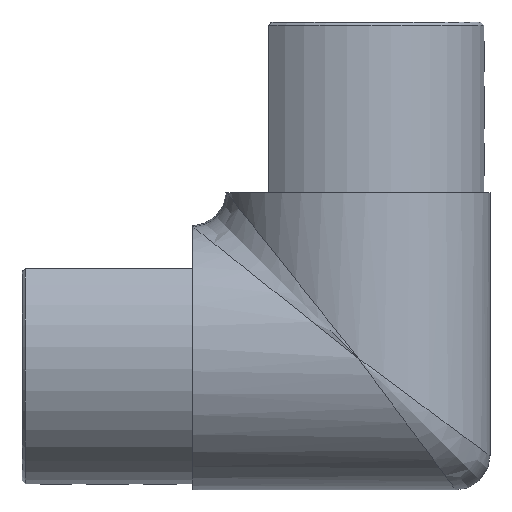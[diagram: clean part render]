
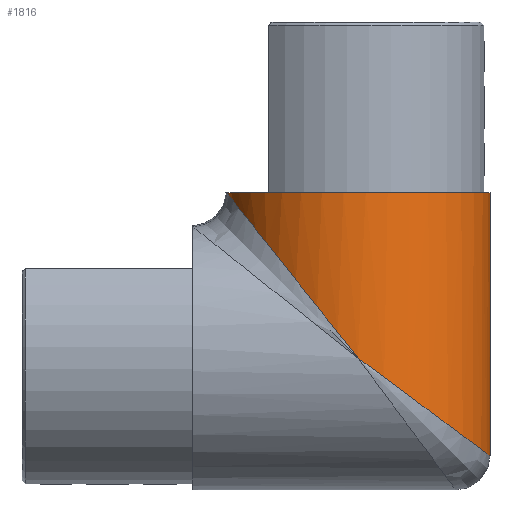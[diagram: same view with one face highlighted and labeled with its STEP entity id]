
A CAD part, front view. The second image highlights one B-rep face of the part: STEP entity #1816.
In plain terms, the highlighted cylindrical face has radius 23.2 mm (diameter 46.4 mm), a partial arc.
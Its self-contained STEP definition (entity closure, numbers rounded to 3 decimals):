
#43 = ORIENTED_EDGE ( 'NONE', *, *, #1074, .F. ) ;
#60 = CARTESIAN_POINT ( 'NONE',  ( 23.2, 0., -17.2 ) ) ;
#126 = EDGE_CURVE ( 'NONE', #1230, #1264, #966, .T. ) ;
#266 = VERTEX_POINT ( 'NONE', #1571 ) ;
#290 = CIRCLE ( 'NONE', #699, 23.2 ) ;
#436 = DIRECTION ( 'NONE',  ( 1., 0., 0. ) ) ;
#437 = EDGE_CURVE ( 'NONE', #1264, #920, #1182, .T. ) ;
#439 = CARTESIAN_POINT ( 'NONE',  ( -21.597, -14.986, 27.182 ) ) ;
#515 = CARTESIAN_POINT ( 'NONE',  ( 0., -23.2, 0. ) ) ;
#566 = CARTESIAN_POINT ( 'NONE',  ( -12.36, -23.2, 15.557 ) ) ;
#605 = CARTESIAN_POINT ( 'NONE',  ( 23.2, 0., -51.2 ) ) ;
#699 = AXIS2_PLACEMENT_3D ( 'NONE', #873, #1805, #436 ) ;
#722 = DIRECTION ( 'NONE',  ( 1., 0., 0. ) ) ;
#817 = CARTESIAN_POINT ( 'NONE',  ( 23.2, 0., -17.2 ) ) ;
#823 = EDGE_CURVE ( 'NONE', #266, #1230, #1251, .T. ) ;
#873 = CARTESIAN_POINT ( 'NONE',  ( 0., 0., 29. ) ) ;
#920 = VERTEX_POINT ( 'NONE', #1939 ) ;
#948 = AXIS2_PLACEMENT_3D ( 'NONE', #1623, #1496, #722 ) ;
#955 = CARTESIAN_POINT ( 'NONE',  ( -23.041, -2.711, 29. ) ) ;
#966 =( BOUNDED_CURVE ( )  B_SPLINE_CURVE ( 3, ( #515, #1118, #1290, #817 ),
 .UNSPECIFIED., .F., .F. ) 
 B_SPLINE_CURVE_WITH_KNOTS ( ( 4, 4 ),
 ( 1.571, 3.142 ),
 .UNSPECIFIED. ) 
 CURVE ( )  GEOMETRIC_REPRESENTATION_ITEM ( )  RATIONAL_B_SPLINE_CURVE ( ( 1., 0.805, 0.805, 1. ) ) 
 REPRESENTATION_ITEM ( '' )  );
#1074 = EDGE_CURVE ( 'NONE', #266, #920, #290, .T. ) ;
#1106 = CARTESIAN_POINT ( 'NONE',  ( 0., -23.2, 0. ) ) ;
#1118 = CARTESIAN_POINT ( 'NONE',  ( 13.59, -23.2, -10.076 ) ) ;
#1162 = ORIENTED_EDGE ( 'NONE', *, *, #437, .T. ) ;
#1182 = LINE ( 'NONE', #605, #1599 ) ;
#1230 = VERTEX_POINT ( 'NONE', #1106 ) ;
#1251 =( BOUNDED_CURVE ( )  B_SPLINE_CURVE ( 3, ( #955, #439, #566, #1919 ),
 .UNSPECIFIED., .F., .T. ) 
 B_SPLINE_CURVE_WITH_KNOTS ( ( 4, 4 ),
 ( 0.117, 1.571 ),
 .UNSPECIFIED. ) 
 CURVE ( )  GEOMETRIC_REPRESENTATION_ITEM ( )  RATIONAL_B_SPLINE_CURVE ( ( 1., 0.832, 0.832, 1. ) ) 
 REPRESENTATION_ITEM ( '' )  );
#1264 = VERTEX_POINT ( 'NONE', #60 ) ;
#1290 = CARTESIAN_POINT ( 'NONE',  ( 23.2, -13.59, -17.2 ) ) ;
#1321 = CYLINDRICAL_SURFACE ( 'NONE', #948, 23.2 ) ;
#1359 = EDGE_LOOP ( 'NONE', ( #1684, #1162, #43, #1863 ) ) ;
#1496 = DIRECTION ( 'NONE',  ( 0., 0., 1. ) ) ;
#1498 = DIRECTION ( 'NONE',  ( 0., 0., 1. ) ) ;
#1571 = CARTESIAN_POINT ( 'NONE',  ( -23.041, -2.711, 29. ) ) ;
#1599 = VECTOR ( 'NONE', #1498, 1000. ) ;
#1623 = CARTESIAN_POINT ( 'NONE',  ( 0., 0., -51.2 ) ) ;
#1659 = FACE_OUTER_BOUND ( 'NONE', #1359, .T. ) ;
#1684 = ORIENTED_EDGE ( 'NONE', *, *, #126, .T. ) ;
#1805 = DIRECTION ( 'NONE',  ( 0., 0., 1. ) ) ;
#1816 = ADVANCED_FACE ( 'NONE', ( #1659 ), #1321, .T. ) ;
#1863 = ORIENTED_EDGE ( 'NONE', *, *, #823, .T. ) ;
#1919 = CARTESIAN_POINT ( 'NONE',  ( 0., -23.2, 0. ) ) ;
#1939 = CARTESIAN_POINT ( 'NONE',  ( 23.2, 0., 29. ) ) ;
